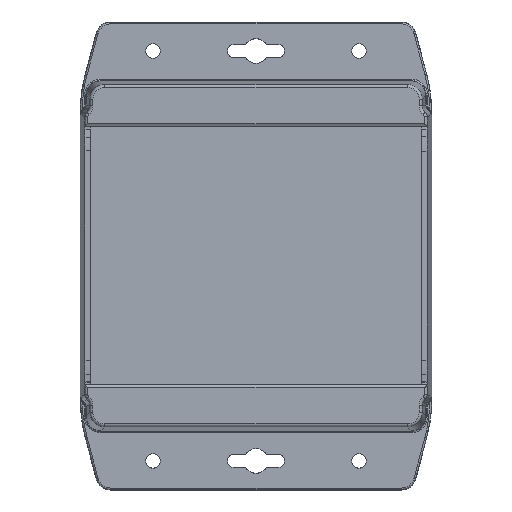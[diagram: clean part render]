
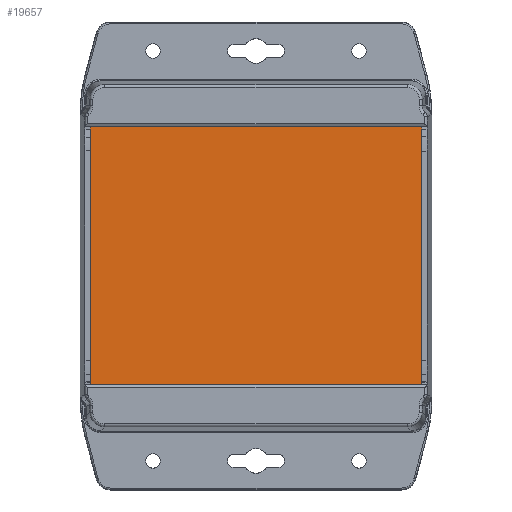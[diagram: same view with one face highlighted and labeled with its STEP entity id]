
A CAD part, top view. The second image highlights one B-rep face of the part: STEP entity #19657.
In plain terms, the highlighted face is planar.
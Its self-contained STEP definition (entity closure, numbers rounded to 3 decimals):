
#3295=FACE_OUTER_BOUND('',#4665,.T.);
#4665=EDGE_LOOP('',(#17245,#17246,#17247,#17248,#17249,#17250,#17251,#17252));
#6178=LINE('',#35698,#7674);
#6205=LINE('',#35766,#7701);
#6206=LINE('',#35767,#7702);
#6207=LINE('',#35769,#7703);
#6208=LINE('',#35771,#7704);
#6209=LINE('',#35772,#7705);
#6210=LINE('',#35774,#7706);
#6211=LINE('',#35775,#7707);
#7674=VECTOR('',#26758,86.818);
#7701=VECTOR('',#26811,1.);
#7702=VECTOR('',#26812,86.818);
#7703=VECTOR('',#26813,1.);
#7704=VECTOR('',#26814,113.764);
#7705=VECTOR('',#26815,1.);
#7706=VECTOR('',#26816,1.);
#7707=VECTOR('',#26817,113.764);
#9450=VERTEX_POINT('',#35695);
#9451=VERTEX_POINT('',#35697);
#9468=VERTEX_POINT('',#35753);
#9470=VERTEX_POINT('',#35761);
#9471=VERTEX_POINT('',#35765);
#9472=VERTEX_POINT('',#35768);
#9473=VERTEX_POINT('',#35770);
#9474=VERTEX_POINT('',#35773);
#12098=EDGE_CURVE('',#9451,#9450,#6178,.T.);
#12129=EDGE_CURVE('',#9471,#9470,#6205,.T.);
#12130=EDGE_CURVE('',#9470,#9468,#6206,.T.);
#12131=EDGE_CURVE('',#9468,#9472,#6207,.T.);
#12132=EDGE_CURVE('',#9473,#9472,#6208,.T.);
#12133=EDGE_CURVE('',#9473,#9451,#6209,.T.);
#12134=EDGE_CURVE('',#9450,#9474,#6210,.T.);
#12135=EDGE_CURVE('',#9474,#9471,#6211,.T.);
#17245=ORIENTED_EDGE('',*,*,#12129,.T.);
#17246=ORIENTED_EDGE('',*,*,#12130,.T.);
#17247=ORIENTED_EDGE('',*,*,#12131,.T.);
#17248=ORIENTED_EDGE('',*,*,#12132,.F.);
#17249=ORIENTED_EDGE('',*,*,#12133,.T.);
#17250=ORIENTED_EDGE('',*,*,#12098,.T.);
#17251=ORIENTED_EDGE('',*,*,#12134,.T.);
#17252=ORIENTED_EDGE('',*,*,#12135,.T.);
#18555=PLANE('',#21626);
#19657=ADVANCED_FACE('',(#3295),#18555,.F.);
#21626=AXIS2_PLACEMENT_3D('',#35764,#26809,#26810);
#26758=DIRECTION('',(-1.,0.,0.));
#26809=DIRECTION('center_axis',(0.,0.,
1.));
#26810=DIRECTION('ref_axis',(1.,0.,0.));
#26811=DIRECTION('',(1.,0.,0.));
#26812=DIRECTION('',(1.,0.,0.));
#26813=DIRECTION('',(1.,0.,0.));
#26814=DIRECTION('',(0.,1.,0.));
#26815=DIRECTION('',(-1.,0.,0.));
#26816=DIRECTION('',(-1.,0.,0.));
#26817=DIRECTION('',(0.,1.,0.));
#35695=CARTESIAN_POINT('',(3.867,-104.755,-45.));
#35697=CARTESIAN_POINT('',(90.685,-104.755,-45.));
#35698=CARTESIAN_POINT('',(91.685,-104.755,-45.));
#35753=CARTESIAN_POINT('',(90.685,9.009,-45.));
#35761=CARTESIAN_POINT('',(3.867,9.009,-45.));
#35764=CARTESIAN_POINT('Origin',(47.276,-47.873,-45.));
#35765=CARTESIAN_POINT('',(2.867,9.009,-45.));
#35766=CARTESIAN_POINT('',(25.071,9.009,-45.));
#35767=CARTESIAN_POINT('',(2.867,9.009,-45.));
#35768=CARTESIAN_POINT('',(91.685,9.009,-45.));
#35769=CARTESIAN_POINT('',(69.48,9.009,-45.));
#35770=CARTESIAN_POINT('',(91.685,-104.755,-45.));
#35771=CARTESIAN_POINT('',(91.685,-107.873,-45.));
#35772=CARTESIAN_POINT('',(69.48,-104.755,-45.));
#35773=CARTESIAN_POINT('',(2.867,-104.755,-45.));
#35774=CARTESIAN_POINT('',(25.071,-104.755,-45.));
#35775=CARTESIAN_POINT('',(2.867,-107.873,-45.));
